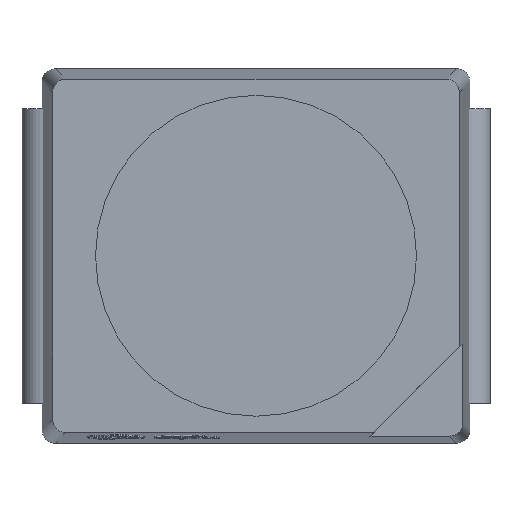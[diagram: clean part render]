
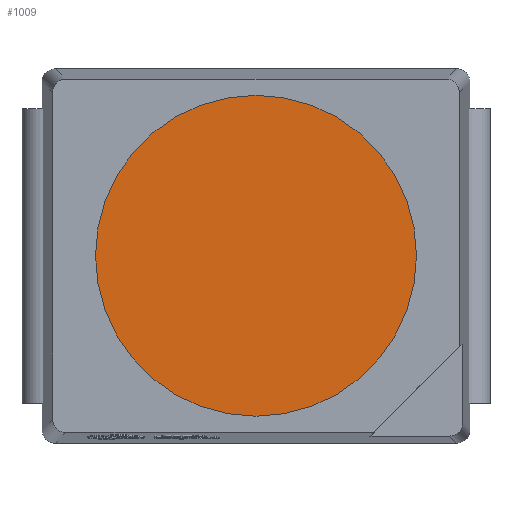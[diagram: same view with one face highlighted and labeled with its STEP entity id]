
A CAD part, top view. The second image highlights one B-rep face of the part: STEP entity #1009.
In plain terms, the highlighted planar face has unit normal (0, 0, 1).
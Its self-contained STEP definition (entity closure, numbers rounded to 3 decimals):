
#1009 = ADVANCED_FACE ( 'NONE', ( #2057 ), #2975, .T. ) ;
#2057 = FACE_OUTER_BOUND ( 'NONE', #11997, .T. ) ;
#2276 = CARTESIAN_POINT ( 'NONE',  ( 1.2, 0., 0.9 ) ) ;
#2811 = DIRECTION ( 'NONE',  ( 1., 0., 0. ) ) ;
#2975 = PLANE ( 'NONE',  #4516 ) ;
#3794 = ORIENTED_EDGE ( 'NONE', *, *, #9663, .T. ) ;
#3971 = CARTESIAN_POINT ( 'NONE',  ( -1.2, 0., 0.9 ) ) ;
#4134 = AXIS2_PLACEMENT_3D ( 'NONE', #9661, #9798, #8717 ) ;
#4516 = AXIS2_PLACEMENT_3D ( 'NONE', #7107, #6169, #8534 ) ;
#5786 = DIRECTION ( 'NONE',  ( 0., 0., 1. ) ) ;
#5887 = ORIENTED_EDGE ( 'NONE', *, *, #8598, .T. ) ;
#6169 = DIRECTION ( 'NONE',  ( 0., 0., 1. ) ) ;
#7107 = CARTESIAN_POINT ( 'NONE',  ( 0., 0., 0.9 ) ) ;
#8534 = DIRECTION ( 'NONE',  ( 1., 0., 0. ) ) ;
#8598 = EDGE_CURVE ( 'NONE', #8840, #13245, #9747, .T. ) ;
#8717 = DIRECTION ( 'NONE',  ( 1., 0., 0. ) ) ;
#8840 = VERTEX_POINT ( 'NONE', #2276 ) ;
#9661 = CARTESIAN_POINT ( 'NONE',  ( 0., 0., 0.9 ) ) ;
#9663 = EDGE_CURVE ( 'NONE', #13245, #8840, #10630, .T. ) ;
#9742 = AXIS2_PLACEMENT_3D ( 'NONE', #11925, #5786, #2811 ) ;
#9747 = CIRCLE ( 'NONE', #4134, 1.2 ) ;
#9798 = DIRECTION ( 'NONE',  ( 0., 0., 1. ) ) ;
#10630 = CIRCLE ( 'NONE', #9742, 1.2 ) ;
#11925 = CARTESIAN_POINT ( 'NONE',  ( 0., 0., 0.9 ) ) ;
#11997 = EDGE_LOOP ( 'NONE', ( #5887, #3794 ) ) ;
#13245 = VERTEX_POINT ( 'NONE', #3971 ) ;
